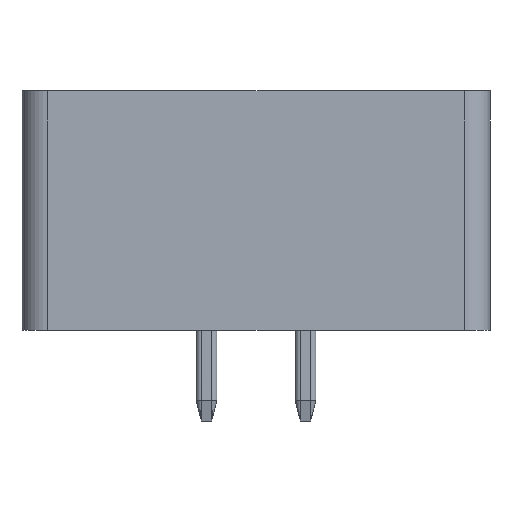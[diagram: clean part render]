
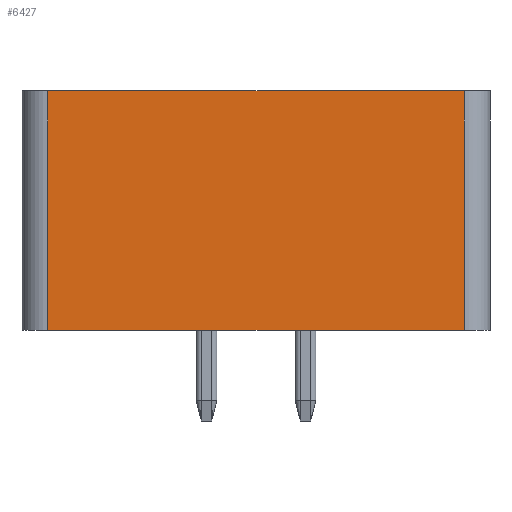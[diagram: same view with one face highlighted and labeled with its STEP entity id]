
A CAD part, front view. The second image highlights one B-rep face of the part: STEP entity #6427.
In plain terms, the highlighted planar face has unit normal (0, -1, 0).
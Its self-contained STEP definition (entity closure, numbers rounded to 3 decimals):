
#6407=AXIS2_PLACEMENT_3D('Plane Axis2P3D',#6404,#6405,#6406) ;
#213=CARTESIAN_POINT('Vertex',(1.,0.,12.7)) ;
#216=CARTESIAN_POINT('Line Origine',(9.005,0.,12.7)) ;
#220=CARTESIAN_POINT('Vertex',(17.01,0.,12.7)) ;
#6388=CARTESIAN_POINT('Vertex',(1.,0.,3.5)) ;
#6391=CARTESIAN_POINT('Line Origine',(1.,0.,3.5)) ;
#6404=CARTESIAN_POINT('Axis2P3D Location',(4.5,0.,3.5)) ;
#6409=CARTESIAN_POINT('Line Origine',(9.005,0.,3.5)) ;
#6413=CARTESIAN_POINT('Vertex',(17.01,0.,3.5)) ;
#6416=CARTESIAN_POINT('Line Origine',(17.01,0.,8.1)) ;
#217=DIRECTION('Vector Direction',(-1.,0.,0.)) ;
#6392=DIRECTION('Vector Direction',(0.,0.,1.)) ;
#6405=DIRECTION('Axis2P3D Direction',(0.,-1.,0.)) ;
#6406=DIRECTION('Axis2P3D XDirection',(1.,0.,0.)) ;
#6410=DIRECTION('Vector Direction',(1.,0.,0.)) ;
#6417=DIRECTION('Vector Direction',(0.,0.,1.)) ;
#218=VECTOR('Line Direction',#217,1.) ;
#6393=VECTOR('Line Direction',#6392,1.) ;
#6411=VECTOR('Line Direction',#6410,1.) ;
#6418=VECTOR('Line Direction',#6417,1.) ;
#6422=ORIENTED_EDGE('',*,*,#222,.T.) ;
#6423=ORIENTED_EDGE('',*,*,#6395,.T.) ;
#6424=ORIENTED_EDGE('',*,*,#6415,.T.) ;
#6425=ORIENTED_EDGE('',*,*,#6420,.T.) ;
#6427=ADVANCED_FACE('body',(#6426),#6408,.T.) ;
#222=EDGE_CURVE('',#221,#214,#219,.T.) ;
#6395=EDGE_CURVE('',#214,#6389,#6394,.F.) ;
#6415=EDGE_CURVE('',#6389,#6414,#6412,.T.) ;
#6420=EDGE_CURVE('',#6414,#221,#6419,.T.) ;
#6421=EDGE_LOOP('',(#6422,#6423,#6424,#6425)) ;
#6426=FACE_OUTER_BOUND('',#6421,.T.) ;
#219=LINE('Line',#216,#218) ;
#6394=LINE('Line',#6391,#6393) ;
#6412=LINE('Line',#6409,#6411) ;
#6419=LINE('Line',#6416,#6418) ;
#6408=PLANE('',#6407) ;
#214=VERTEX_POINT('',#213) ;
#221=VERTEX_POINT('',#220) ;
#6389=VERTEX_POINT('',#6388) ;
#6414=VERTEX_POINT('',#6413) ;
